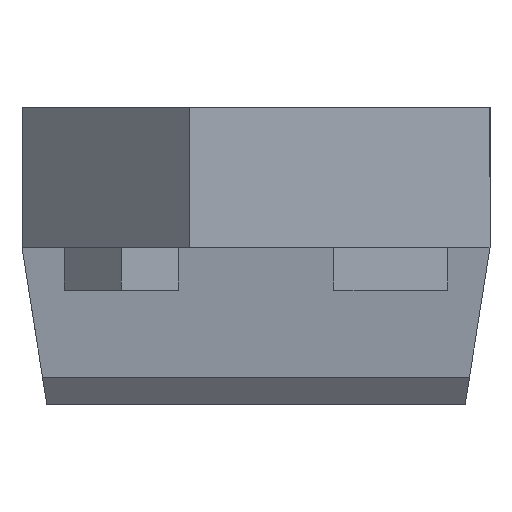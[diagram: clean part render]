
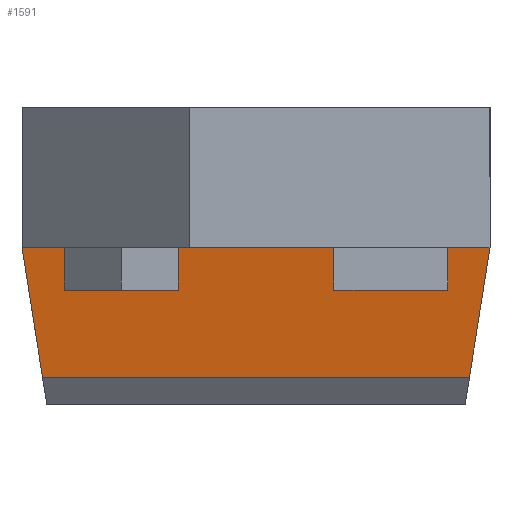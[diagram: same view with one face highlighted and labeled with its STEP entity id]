
A CAD part, left-side view. The second image highlights one B-rep face of the part: STEP entity #1591.
In plain terms, the highlighted planar face has unit normal (-0.988, 0, -0.156).
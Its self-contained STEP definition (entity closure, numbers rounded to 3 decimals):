
#5 = LINE ( 'NONE', #435, #1050 ) ;
#110 = LINE ( 'NONE', #244, #595 ) ;
#151 = CARTESIAN_POINT ( 'NONE',  ( -1.6, 0.4, 0. ) ) ;
#175 = CARTESIAN_POINT ( 'NONE',  ( -1.6, 1.4, 0. ) ) ;
#183 = DIRECTION ( 'NONE',  ( -0.988, 0., -0.156 ) ) ;
#189 = VERTEX_POINT ( 'NONE', #1407 ) ;
#213 = LINE ( 'NONE', #692, #1106 ) ;
#238 = VERTEX_POINT ( 'NONE', #151 ) ;
#244 = CARTESIAN_POINT ( 'NONE',  ( -1.6, 1.4, 0. ) ) ;
#247 = VECTOR ( 'NONE', #810, 1000. ) ;
#265 = EDGE_CURVE ( 'NONE', #666, #238, #1305, .T. ) ;
#308 = DIRECTION ( 'NONE',  ( 0., 1., 0. ) ) ;
#422 = ORIENTED_EDGE ( 'NONE', *, *, #784, .T. ) ;
#426 = LINE ( 'NONE', #926, #807 ) ;
#435 = CARTESIAN_POINT ( 'NONE',  ( -1.6, 1.4, 0. ) ) ;
#447 = DIRECTION ( 'NONE',  ( -0.156, 0., 0.988 ) ) ;
#507 = EDGE_LOOP ( 'NONE', ( #1089, #846, #512, #1196, #422 ) ) ;
#512 = ORIENTED_EDGE ( 'NONE', *, *, #265, .T. ) ;
#595 = VECTOR ( 'NONE', #1648, 1000. ) ;
#603 = CARTESIAN_POINT ( 'NONE',  ( -1.6, 1.4, 0. ) ) ;
#666 = VERTEX_POINT ( 'NONE', #1084 ) ;
#692 = CARTESIAN_POINT ( 'NONE',  ( -1.6, -1.4, 0. ) ) ;
#729 = DIRECTION ( 'NONE',  ( 0.155, 0.155, -0.976 ) ) ;
#784 = EDGE_CURVE ( 'NONE', #1549, #1539, #110, .T. ) ;
#807 = VECTOR ( 'NONE', #931, 1000. ) ;
#810 = DIRECTION ( 'NONE',  ( 0., 1., 0. ) ) ;
#846 = ORIENTED_EDGE ( 'NONE', *, *, #1633, .F. ) ;
#885 = CARTESIAN_POINT ( 'NONE',  ( -1.6, 1.4, 0. ) ) ;
#926 = CARTESIAN_POINT ( 'NONE',  ( -1.477, -5., -0.775 ) ) ;
#931 = DIRECTION ( 'NONE',  ( 0., 1., 0. ) ) ;
#1050 = VECTOR ( 'NONE', #308, 1000. ) ;
#1057 = CARTESIAN_POINT ( 'NONE',  ( -1.477, 1.277, -0.775 ) ) ;
#1084 = CARTESIAN_POINT ( 'NONE',  ( -1.6, -1.4, 0. ) ) ;
#1089 = ORIENTED_EDGE ( 'NONE', *, *, #1551, .F. ) ;
#1106 = VECTOR ( 'NONE', #729, 1000. ) ;
#1196 = ORIENTED_EDGE ( 'NONE', *, *, #1461, .T. ) ;
#1271 = FACE_OUTER_BOUND ( 'NONE', #507, .T. ) ;
#1305 = LINE ( 'NONE', #175, #247 ) ;
#1407 = CARTESIAN_POINT ( 'NONE',  ( -1.477, -1.277, -0.775 ) ) ;
#1426 = AXIS2_PLACEMENT_3D ( 'NONE', #603, #183, #447 ) ;
#1446 = PLANE ( 'NONE',  #1426 ) ;
#1461 = EDGE_CURVE ( 'NONE', #238, #1549, #5, .T. ) ;
#1539 = VERTEX_POINT ( 'NONE', #1057 ) ;
#1549 = VERTEX_POINT ( 'NONE', #885 ) ;
#1551 = EDGE_CURVE ( 'NONE', #189, #1539, #426, .T. ) ;
#1591 = ADVANCED_FACE ( 'NONE', ( #1271 ), #1446, .T. ) ;
#1633 = EDGE_CURVE ( 'NONE', #666, #189, #213, .T. ) ;
#1648 = DIRECTION ( 'NONE',  ( 0.155, -0.155, -0.976 ) ) ;
